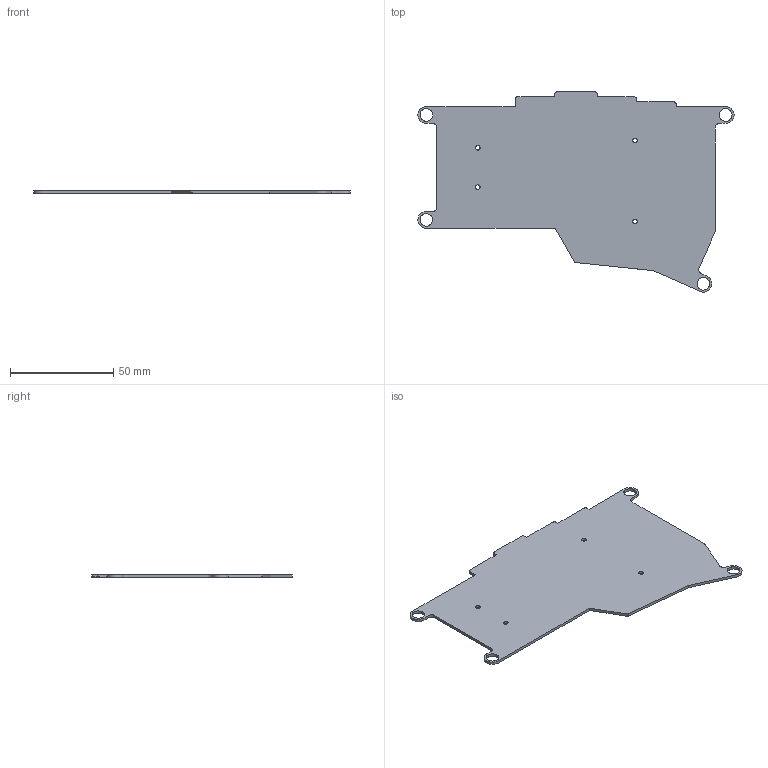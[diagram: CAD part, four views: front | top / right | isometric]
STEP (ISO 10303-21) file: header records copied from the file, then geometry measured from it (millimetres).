
FILE_DESCRIPTION(/* description */ (''),/* implementation_level */ '2;1');
FILE_NAME(/* name */ 'Corne V4 Pro Micro Edition 6 Column Tenting Bottom Plate',/* time_stamp */ '2024-06-26T20:51:27+12:00',/* author */ (''),/* organization */ (''),/* preprocessor_version */ 'ST-DEVELOPER v16.5',/* originating_system */ 'Rhino 7.37',/* authorisation */ '');
FILE_SCHEMA (('AUTOMOTIVE_DESIGN_CC2'));
Length unit declared in the file: millimetre
Products named in the file (1): Document
Bounding box: 153.25 x 97.08 x 1.35 mm (x, y, z)
Volume: 13379.2 mm3; surface area: 20657.6 mm2
Topology: 1 solids, 1 shells, 108 faces, 318 edges, 212 vertices
Faces by surface type: plane 87, bspline 13, cylinder 8
Full cylindrical faces by diameter (mm): 2.2 x4, 6.1 x4
Entity records: 3559 total; most frequent: CARTESIAN_POINT 1423, ORIENTED_EDGE 636, EDGE_CURVE 318, B_SPLINE_CURVE_WITH_KNOTS 285, VERTEX_POINT 212, EDGE_LOOP 124, ADVANCED_FACE 108, FACE_OUTER_BOUND 108
